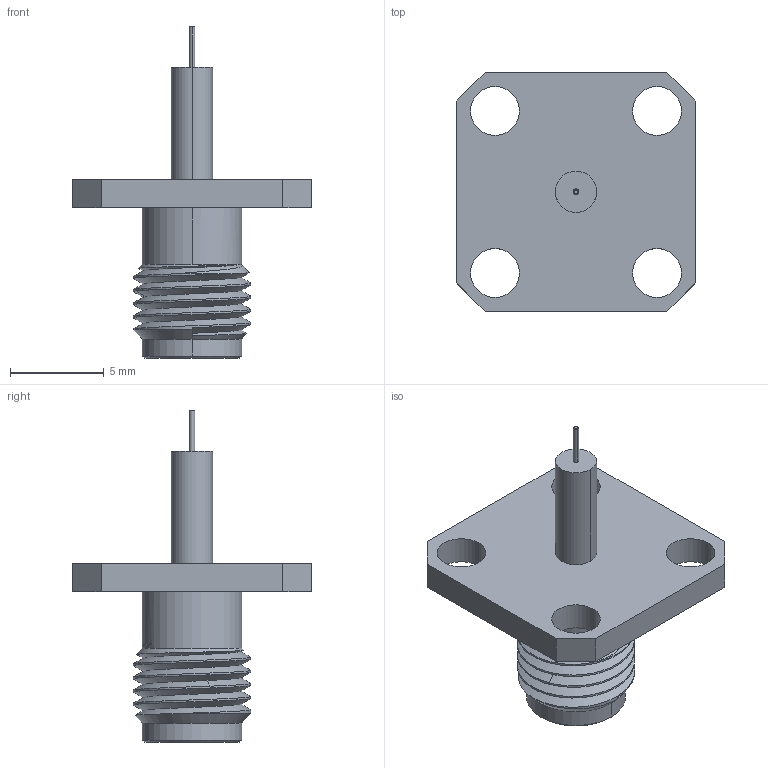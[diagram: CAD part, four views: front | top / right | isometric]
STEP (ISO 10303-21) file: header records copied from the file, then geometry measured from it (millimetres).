
FILE_DESCRIPTION((''),'2;1');
FILE_NAME('3','2021-08-15T',('1111'),(''),'PRO/ENGINEER BY PARAMETRIC TECHNOLOGY CORPORATION, 2012090','PRO/ENGINEER BY PARAMETRIC TECHNOLOGY CORPORATION, 2012090','');
FILE_SCHEMA(('CONFIG_CONTROL_DESIGN'));
Length unit declared in the file: millimetre
Products named in the file (1): 3
Bounding box: 12.7 x 12.7 x 17.7 mm (x, y, z)
Volume: 378.5 mm3; surface area: 678.8 mm2
Topology: 1 solids, 1 shells, 70 faces, 174 edges, 112 vertices
Faces by surface type: cylinder 32, plane 24, cone 10, bspline 4
Entity records: 3255 total; most frequent: CARTESIAN_POINT 1550, ORIENTED_EDGE 348, DIRECTION 335, EDGE_CURVE 174, AXIS2_PLACEMENT_3D 127, VERTEX_POINT 112, EDGE_LOOP 84, VECTOR 81
